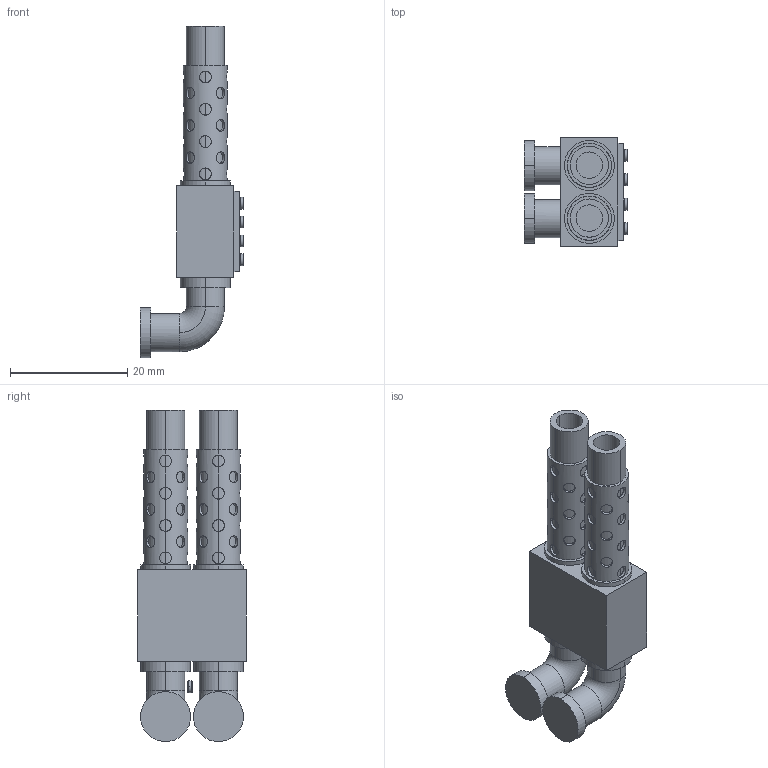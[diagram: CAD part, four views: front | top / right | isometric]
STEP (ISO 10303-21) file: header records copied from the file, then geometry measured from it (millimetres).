
FILE_DESCRIPTION(('TFLEX Exchange Step'),'2;1');
FILE_NAME('.stp', '2022-03-31T12:16:59+03:00',('ilya'),('Unknown organisation'),'TFLEX Exchange 2022.0','T-FLEX CAD','Unknown authorisation');
FILE_SCHEMA( ('AUTOMOTIVE_DESIGN { 1 0 10303 214 1 1 1 1 }') );
Length unit declared in the file: millimetre
Products named in the file (2): норм заклепка; труба
Assembly tree (12 placements, depth 2):
  труба
    норм заклепка  x12
Bounding box: 17.7 x 18.5 x 56.38 mm (x, y, z)
Volume: 4936.6 mm3; surface area: 8792.4 mm2
Topology: 17 solids, 19 shells, 282 faces, 731 edges, 467 vertices
Faces by surface type: cylinder 164, torus 60, plane 58
Full cylindrical faces by diameter (mm): 2 x33, 6.5 x4
Entity records: 18389 total; most frequent: CARTESIAN_POINT 13453, ORIENTED_EDGE 1086, DIRECTION 802, EDGE_CURVE 543, VERTEX_POINT 351, AXIS2_PLACEMENT_3D 301, EDGE_LOOP 278, FACE_BOUND 278
